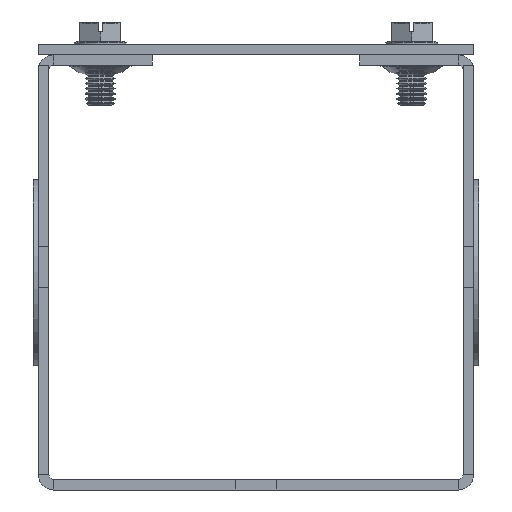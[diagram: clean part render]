
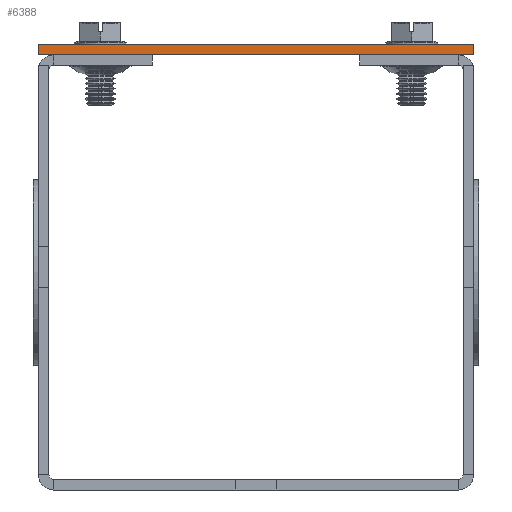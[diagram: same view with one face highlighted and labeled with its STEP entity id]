
A CAD part, left-side view. The second image highlights one B-rep face of the part: STEP entity #6388.
In plain terms, the highlighted face is planar.
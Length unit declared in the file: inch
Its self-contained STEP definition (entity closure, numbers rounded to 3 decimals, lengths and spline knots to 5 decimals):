
#490=LINE('',#11146,#786);
#492=LINE('',#11150,#788);
#493=LINE('',#11152,#789);
#494=LINE('',#11153,#790);
#786=VECTOR('',#8826,0.0625);
#788=VECTOR('',#8830,2.625);
#789=VECTOR('',#8831,0.0625);
#790=VECTOR('',#8832,2.625);
#1001=PLANE('',#7124);
#1713=FACE_OUTER_BOUND('',#2360,.T.);
#2360=EDGE_LOOP('',(#5314,#5315,#5316,#5317));
#3354=VERTEX_POINT('',#11143);
#3355=VERTEX_POINT('',#11145);
#3356=VERTEX_POINT('',#11149);
#3357=VERTEX_POINT('',#11151);
#4055=EDGE_CURVE('',#3355,#3354,#490,.T.);
#4057=EDGE_CURVE('',#3354,#3356,#492,.T.);
#4058=EDGE_CURVE('',#3357,#3356,#493,.T.);
#4059=EDGE_CURVE('',#3357,#3355,#494,.T.);
#5314=ORIENTED_EDGE('',*,*,#4057,.T.);
#5315=ORIENTED_EDGE('',*,*,#4058,.F.);
#5316=ORIENTED_EDGE('',*,*,#4059,.T.);
#5317=ORIENTED_EDGE('',*,*,#4055,.T.);
#6388=ADVANCED_FACE('',(#1713),#1001,.T.);
#7124=AXIS2_PLACEMENT_3D('',#11148,#8828,#8829);
#8826=DIRECTION('',(0.,0.,1.));
#8828=DIRECTION('center_axis',(1.,0.,0.));
#8829=DIRECTION('ref_axis',(0.,0.,-1.));
#8830=DIRECTION('',(0.,-1.,0.));
#8831=DIRECTION('',(0.,0.,1.));
#8832=DIRECTION('',(0.,1.,0.));
#11143=CARTESIAN_POINT('',(60.,2.625,0.0625));
#11145=CARTESIAN_POINT('',(60.,2.625,0.));
#11146=CARTESIAN_POINT('',(60.,2.625,0.));
#11148=CARTESIAN_POINT('Origin',(60.,2.625,0.));
#11149=CARTESIAN_POINT('',(60.,0.,0.0625));
#11150=CARTESIAN_POINT('',(60.,0.,0.0625));
#11151=CARTESIAN_POINT('',(60.,0.,0.));
#11152=CARTESIAN_POINT('',(60.,0.,0.));
#11153=CARTESIAN_POINT('',(60.,0.,0.));
